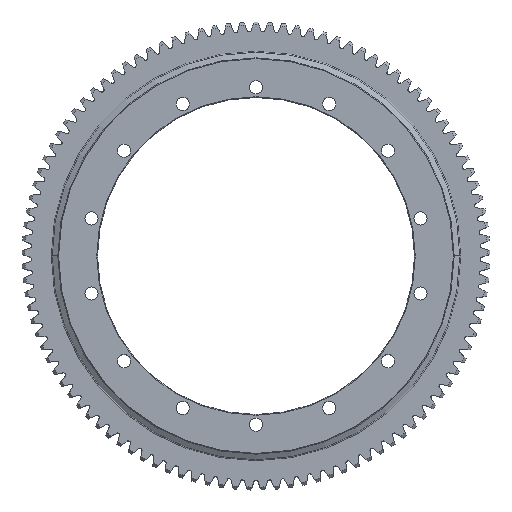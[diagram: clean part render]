
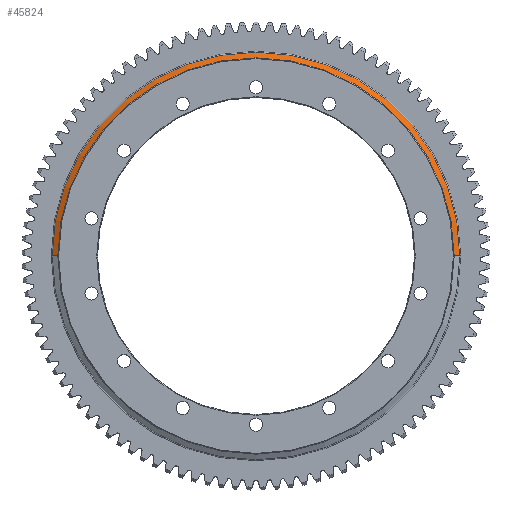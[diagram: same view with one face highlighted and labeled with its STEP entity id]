
A CAD part, top view. The second image highlights one B-rep face of the part: STEP entity #45824.
In plain terms, the highlighted conical face has half-angle 58.57 degrees and reference radius 271.25 mm.
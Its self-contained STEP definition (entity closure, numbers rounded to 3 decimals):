
#2596 = CARTESIAN_POINT ( 'NONE',  ( 264.25, 2., 0. ) ) ;
#3460 = DIRECTION ( 'NONE',  ( 0., -1., 0. ) ) ;
#6243 = DIRECTION ( 'NONE',  ( 0., 0., -1. ) ) ;
#9097 = ORIENTED_EDGE ( 'NONE', *, *, #43114, .F. ) ;
#9908 = CONICAL_SURFACE ( 'NONE', #34521, 271.25, 1.022 ) ;
#11133 = VERTEX_POINT ( 'NONE', #17878 ) ;
#11907 = AXIS2_PLACEMENT_3D ( 'NONE', #24986, #3460, #28592 ) ;
#13363 = ORIENTED_EDGE ( 'NONE', *, *, #33484, .T. ) ;
#14016 = DIRECTION ( 'NONE',  ( 0., -0.521, 0.853 ) ) ;
#14392 = EDGE_CURVE ( 'NONE', #30339, #46567, #25234, .T. ) ;
#14579 = EDGE_CURVE ( 'NONE', #30339, #11133, #25460, .T. ) ;
#15242 = AXIS2_PLACEMENT_3D ( 'NONE', #2596, #27769, #6243 ) ;
#15667 = VECTOR ( 'NONE', #40958, 1000. ) ;
#15818 = CARTESIAN_POINT ( 'NONE',  ( 264.25, 2., -271.25 ) ) ;
#17818 = DIRECTION ( 'NONE',  ( 0., -1., 0. ) ) ;
#17878 = CARTESIAN_POINT ( 'NONE',  ( 264.25, 2., 271.25 ) ) ;
#19924 = CARTESIAN_POINT ( 'NONE',  ( 264.25, -2.61, -278.794 ) ) ;
#24986 = CARTESIAN_POINT ( 'NONE',  ( 264.25, -2.61, 0. ) ) ;
#25234 = LINE ( 'NONE', #15818, #15667 ) ;
#25460 = CIRCLE ( 'NONE', #15242, 271.25 ) ;
#27654 = ORIENTED_EDGE ( 'NONE', *, *, #14579, .T. ) ;
#27769 = DIRECTION ( 'NONE',  ( 0., -1., 0. ) ) ;
#28592 = DIRECTION ( 'NONE',  ( 0., 0., -1. ) ) ;
#30339 = VERTEX_POINT ( 'NONE', #44290 ) ;
#30429 = VECTOR ( 'NONE', #14016, 1000. ) ;
#30894 = CIRCLE ( 'NONE', #11907, 278.794 ) ;
#31886 = CARTESIAN_POINT ( 'NONE',  ( 264.25, 2., 271.25 ) ) ;
#33484 = EDGE_CURVE ( 'NONE', #11133, #36550, #42246, .T. ) ;
#34521 = AXIS2_PLACEMENT_3D ( 'NONE', #42968, #17818, #35725 ) ;
#35590 = CARTESIAN_POINT ( 'NONE',  ( 264.25, -2.61, 278.794 ) ) ;
#35725 = DIRECTION ( 'NONE',  ( 0., 0., -1. ) ) ;
#36024 = ORIENTED_EDGE ( 'NONE', *, *, #14392, .F. ) ;
#36550 = VERTEX_POINT ( 'NONE', #35590 ) ;
#40234 = EDGE_LOOP ( 'NONE', ( #27654, #13363, #9097, #36024 ) ) ;
#40824 = FACE_OUTER_BOUND ( 'NONE', #40234, .T. ) ;
#40958 = DIRECTION ( 'NONE',  ( 0., -0.521, -0.853 ) ) ;
#42246 = LINE ( 'NONE', #31886, #30429 ) ;
#42968 = CARTESIAN_POINT ( 'NONE',  ( 264.25, 2., 0. ) ) ;
#43114 = EDGE_CURVE ( 'NONE', #46567, #36550, #30894, .T. ) ;
#44290 = CARTESIAN_POINT ( 'NONE',  ( 264.25, 2., -271.25 ) ) ;
#45824 = ADVANCED_FACE ( 'NONE', ( #40824 ), #9908, .T. ) ;
#46567 = VERTEX_POINT ( 'NONE', #19924 ) ;
